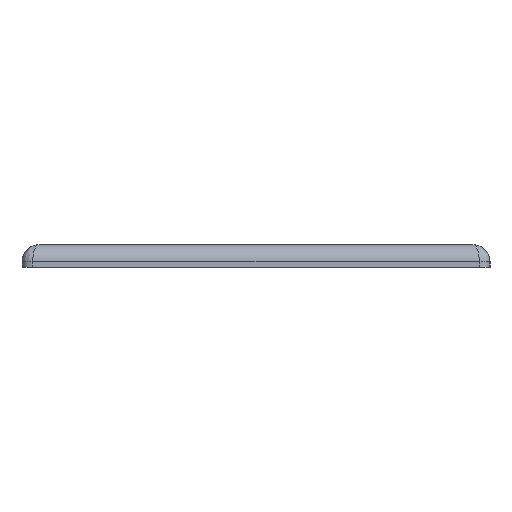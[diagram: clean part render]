
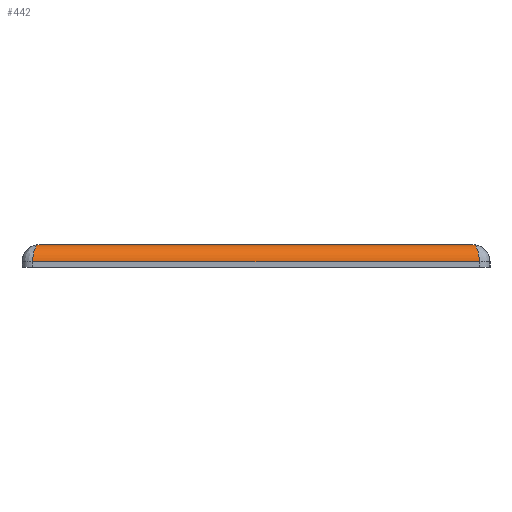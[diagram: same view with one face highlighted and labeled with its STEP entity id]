
A CAD part, left-side view. The second image highlights one B-rep face of the part: STEP entity #442.
In plain terms, the highlighted cylindrical face has radius 4.75 mm (diameter 9.5 mm), a partial arc.
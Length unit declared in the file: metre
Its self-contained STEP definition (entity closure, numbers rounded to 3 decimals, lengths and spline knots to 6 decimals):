
#17=ELLIPSE('',#502,0.005062,0.00475);
#19=ELLIPSE('',#506,0.005062,0.00475);
#51=CYLINDRICAL_SURFACE('',#505,0.00475);
#157=ORIENTED_EDGE('',*,*,#217,.T.);
#158=ORIENTED_EDGE('',*,*,#202,.F.);
#159=ORIENTED_EDGE('',*,*,#219,.F.);
#160=ORIENTED_EDGE('',*,*,#188,.F.);
#188=EDGE_CURVE('',#238,#236,#276,.F.);
#202=EDGE_CURVE('',#246,#247,#286,.T.);
#217=EDGE_CURVE('',#238,#247,#17,.F.);
#219=EDGE_CURVE('',#236,#246,#19,.F.);
#236=VERTEX_POINT('',#686);
#238=VERTEX_POINT('',#692);
#246=VERTEX_POINT('',#719);
#247=VERTEX_POINT('',#721);
#276=LINE('',#694,#308);
#286=LINE('',#720,#318);
#308=VECTOR('',#553,1.);
#318=VECTOR('',#581,1.);
#358=EDGE_LOOP('',(#157,#158,#159,#160));
#398=FACE_BOUND('',#358,.T.);
#442=ADVANCED_FACE('',(#398),#51,.T.);
#502=AXIS2_PLACEMENT_3D('',#836,#631,#632);
#505=AXIS2_PLACEMENT_3D('',#839,#637,#638);
#506=AXIS2_PLACEMENT_3D('',#840,#639,#640);
#553=DIRECTION('',(0.,-1.,0.));
#581=DIRECTION('',(0.,-1.,0.));
#631=DIRECTION('',(0.346,-0.938,0.));
#632=DIRECTION('',(-0.938,-0.346,0.));
#637=DIRECTION('',(0.,1.,0.));
#638=DIRECTION('',(0.,0.,1.));
#639=DIRECTION('',(-0.346,-0.938,0.));
#640=DIRECTION('',(-0.938,0.346,0.));
#686=CARTESIAN_POINT('',(-0.163183,0.064011,0.01245));
#692=CARTESIAN_POINT('',(-0.163183,-0.060189,0.01245));
#694=CARTESIAN_POINT('',(-0.163183,0.064011,0.01245));
#719=CARTESIAN_POINT('',(-0.158433,0.062261,0.0172));
#720=CARTESIAN_POINT('',(-0.158433,-0.060189,0.0172));
#721=CARTESIAN_POINT('',(-0.158433,-0.058439,0.0172));
#836=CARTESIAN_POINT('',(-0.158433,-0.058439,0.01245));
#839=CARTESIAN_POINT('',(-0.158433,0.001911,0.01245));
#840=CARTESIAN_POINT('',(-0.158433,0.062261,0.01245));
